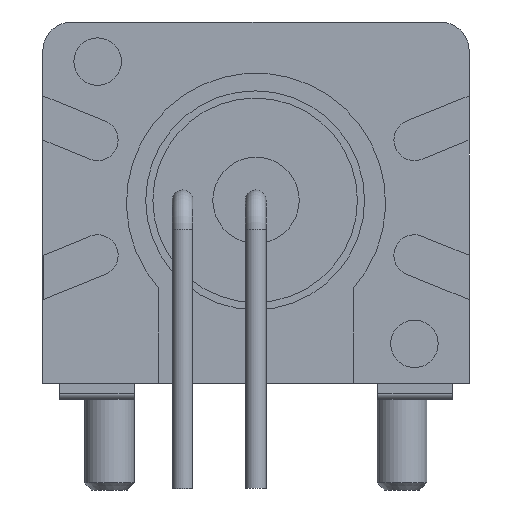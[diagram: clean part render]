
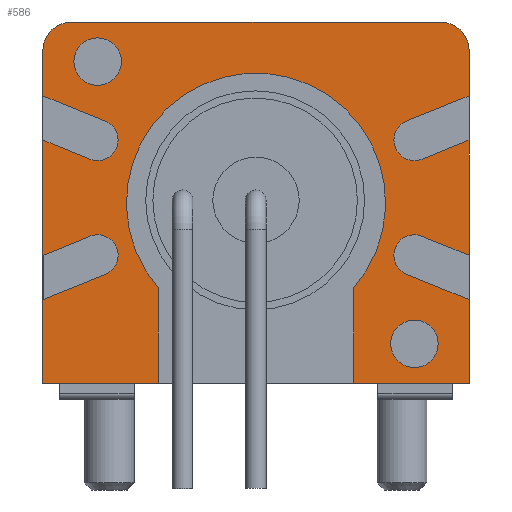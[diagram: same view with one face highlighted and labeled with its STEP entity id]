
A CAD part, front view. The second image highlights one B-rep face of the part: STEP entity #586.
In plain terms, the highlighted planar face has unit normal (0, -1, 0).
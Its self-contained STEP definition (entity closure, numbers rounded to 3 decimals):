
#146 = VERTEX_POINT('',#147);
#147 = CARTESIAN_POINT('',(-7.39,-0.014,0.57));
#153 = EDGE_CURVE('',#146,#154,#156,.T.);
#154 = VERTEX_POINT('',#155);
#155 = CARTESIAN_POINT('',(-3.39,-0.014,0.57));
#156 = LINE('',#157,#158);
#157 = CARTESIAN_POINT('',(-7.39,-0.014,0.57));
#158 = VECTOR('',#159,1.);
#159 = DIRECTION('',(1.,0.,0.));
#178 = VERTEX_POINT('',#179);
#179 = CARTESIAN_POINT('',(3.41,-0.014,0.57));
#185 = EDGE_CURVE('',#178,#186,#188,.T.);
#186 = VERTEX_POINT('',#187);
#187 = CARTESIAN_POINT('',(7.41,-0.014,0.57));
#188 = LINE('',#189,#190);
#189 = CARTESIAN_POINT('',(-7.39,-0.014,0.57));
#190 = VECTOR('',#191,1.);
#191 = DIRECTION('',(1.,0.,0.));
#527 = VERTEX_POINT('',#528);
#528 = CARTESIAN_POINT('',(-7.39,-0.014,12.12));
#534 = EDGE_CURVE('',#527,#535,#537,.T.);
#535 = VERTEX_POINT('',#536);
#536 = CARTESIAN_POINT('',(-7.39,-0.014,10.556));
#537 = LINE('',#538,#539);
#538 = CARTESIAN_POINT('',(-7.39,-0.014,12.12));
#539 = VECTOR('',#540,1.);
#540 = DIRECTION('',(0.,0.,-1.));
#543 = VERTEX_POINT('',#544);
#544 = CARTESIAN_POINT('',(-7.39,-0.014,9.021));
#550 = EDGE_CURVE('',#543,#146,#551,.T.);
#551 = LINE('',#552,#553);
#552 = CARTESIAN_POINT('',(-7.39,-0.014,12.12));
#553 = VECTOR('',#554,1.);
#554 = DIRECTION('',(0.,0.,-1.));
#567 = VERTEX_POINT('',#568);
#568 = CARTESIAN_POINT('',(7.41,-0.014,12.12));
#574 = EDGE_CURVE('',#567,#186,#575,.T.);
#575 = LINE('',#576,#577);
#576 = CARTESIAN_POINT('',(7.41,-0.014,12.12));
#577 = VECTOR('',#578,1.);
#578 = DIRECTION('',(0.,0.,-1.));
#586 = ADVANCED_FACE('',(#587,#664,#699,#710,#721,#756),#791,.F.);
#587 = FACE_BOUND('',#588,.F.);
#588 = EDGE_LOOP('',(#589,#599,#606,#607,#608,#616,#625,#631,#632,#633,
    #641,#650,#656,#657));
#589 = ORIENTED_EDGE('',*,*,#590,.F.);
#590 = EDGE_CURVE('',#591,#593,#595,.T.);
#591 = VERTEX_POINT('',#592);
#592 = CARTESIAN_POINT('',(6.41,-0.014,13.12));
#593 = VERTEX_POINT('',#594);
#594 = CARTESIAN_POINT('',(-6.39,-0.014,13.12));
#595 = LINE('',#596,#597);
#596 = CARTESIAN_POINT('',(6.41,-0.014,13.12));
#597 = VECTOR('',#598,1.);
#598 = DIRECTION('',(-1.,0.,0.));
#599 = ORIENTED_EDGE('',*,*,#600,.F.);
#600 = EDGE_CURVE('',#567,#591,#601,.T.);
#601 = CIRCLE('',#602,1.);
#602 = AXIS2_PLACEMENT_3D('',#603,#604,#605);
#603 = CARTESIAN_POINT('',(6.41,-0.014,12.12));
#604 = DIRECTION('',(0.,-1.,0.));
#605 = DIRECTION('',(1.,0.,0.));
#606 = ORIENTED_EDGE('',*,*,#574,.T.);
#607 = ORIENTED_EDGE('',*,*,#185,.F.);
#608 = ORIENTED_EDGE('',*,*,#609,.F.);
#609 = EDGE_CURVE('',#610,#178,#612,.T.);
#610 = VERTEX_POINT('',#611);
#611 = CARTESIAN_POINT('',(3.41,-0.014,3.897));
#612 = LINE('',#613,#614);
#613 = CARTESIAN_POINT('',(3.41,-0.014,3.897));
#614 = VECTOR('',#615,1.);
#615 = DIRECTION('',(0.,0.,-1.));
#616 = ORIENTED_EDGE('',*,*,#617,.T.);
#617 = EDGE_CURVE('',#610,#618,#620,.T.);
#618 = VERTEX_POINT('',#619);
#619 = CARTESIAN_POINT('',(-3.39,-0.014,3.897));
#620 = CIRCLE('',#621,4.5);
#621 = AXIS2_PLACEMENT_3D('',#622,#623,#624);
#622 = CARTESIAN_POINT('',(0.01,-0.014,6.845));
#623 = DIRECTION('',(0.,-1.,0.));
#624 = DIRECTION('',(1.,0.,0.));
#625 = ORIENTED_EDGE('',*,*,#626,.T.);
#626 = EDGE_CURVE('',#618,#154,#627,.T.);
#627 = LINE('',#628,#629);
#628 = CARTESIAN_POINT('',(-3.39,-0.014,3.897));
#629 = VECTOR('',#630,1.);
#630 = DIRECTION('',(0.,0.,-1.));
#631 = ORIENTED_EDGE('',*,*,#153,.F.);
#632 = ORIENTED_EDGE('',*,*,#550,.F.);
#633 = ORIENTED_EDGE('',*,*,#634,.F.);
#634 = EDGE_CURVE('',#635,#543,#637,.T.);
#635 = VERTEX_POINT('',#636);
#636 = CARTESIAN_POINT('',(-5.796,-0.014,8.376));
#637 = LINE('',#638,#639);
#638 = CARTESIAN_POINT('',(-5.796,-0.014,8.376));
#639 = VECTOR('',#640,1.);
#640 = DIRECTION('',(-0.927,0.,0.375));
#641 = ORIENTED_EDGE('',*,*,#642,.T.);
#642 = EDGE_CURVE('',#635,#643,#645,.T.);
#643 = VERTEX_POINT('',#644);
#644 = CARTESIAN_POINT('',(-5.239,-0.014,9.687));
#645 = CIRCLE('',#646,0.713);
#646 = AXIS2_PLACEMENT_3D('',#647,#648,#649);
#647 = CARTESIAN_POINT('',(-5.49,-0.014,9.02));
#648 = DIRECTION('',(0.,-1.,0.));
#649 = DIRECTION('',(1.,0.,0.));
#650 = ORIENTED_EDGE('',*,*,#651,.T.);
#651 = EDGE_CURVE('',#643,#535,#652,.T.);
#652 = LINE('',#653,#654);
#653 = CARTESIAN_POINT('',(-5.239,-0.014,9.687));
#654 = VECTOR('',#655,1.);
#655 = DIRECTION('',(-0.927,0.,0.375));
#656 = ORIENTED_EDGE('',*,*,#534,.F.);
#657 = ORIENTED_EDGE('',*,*,#658,.F.);
#658 = EDGE_CURVE('',#593,#527,#659,.T.);
#659 = CIRCLE('',#660,1.);
#660 = AXIS2_PLACEMENT_3D('',#661,#662,#663);
#661 = CARTESIAN_POINT('',(-6.39,-0.014,12.12));
#662 = DIRECTION('',(0.,-1.,0.));
#663 = DIRECTION('',(1.,0.,0.));
#664 = FACE_BOUND('',#665,.F.);
#665 = EDGE_LOOP('',(#666,#676,#685,#693));
#666 = ORIENTED_EDGE('',*,*,#667,.F.);
#667 = EDGE_CURVE('',#668,#670,#672,.T.);
#668 = VERTEX_POINT('',#669);
#669 = CARTESIAN_POINT('',(-5.223,-0.014,4.359));
#670 = VERTEX_POINT('',#671);
#671 = CARTESIAN_POINT('',(-7.383,-0.014,3.486));
#672 = LINE('',#673,#674);
#673 = CARTESIAN_POINT('',(-5.223,-0.014,4.359));
#674 = VECTOR('',#675,1.);
#675 = DIRECTION('',(-0.927,0.,-0.375)
  );
#676 = ORIENTED_EDGE('',*,*,#677,.T.);
#677 = EDGE_CURVE('',#668,#678,#680,.T.);
#678 = VERTEX_POINT('',#679);
#679 = CARTESIAN_POINT('',(-5.835,-0.014,5.643));
#680 = CIRCLE('',#681,0.713);
#681 = AXIS2_PLACEMENT_3D('',#682,#683,#684);
#682 = CARTESIAN_POINT('',(-5.49,-0.014,5.02));
#683 = DIRECTION('',(0.,-1.,0.));
#684 = DIRECTION('',(1.,0.,0.));
#685 = ORIENTED_EDGE('',*,*,#686,.T.);
#686 = EDGE_CURVE('',#678,#687,#689,.T.);
#687 = VERTEX_POINT('',#688);
#688 = CARTESIAN_POINT('',(-7.383,-0.014,5.016));
#689 = LINE('',#690,#691);
#690 = CARTESIAN_POINT('',(-5.835,-0.014,5.643));
#691 = VECTOR('',#692,1.);
#692 = DIRECTION('',(-0.927,0.,-0.376)
  );
#693 = ORIENTED_EDGE('',*,*,#694,.T.);
#694 = EDGE_CURVE('',#687,#670,#695,.T.);
#695 = LINE('',#696,#697);
#696 = CARTESIAN_POINT('',(-7.383,-0.014,5.016));
#697 = VECTOR('',#698,1.);
#698 = DIRECTION('',(0.,0.,-1.));
#699 = FACE_BOUND('',#700,.F.);
#700 = EDGE_LOOP('',(#701));
#701 = ORIENTED_EDGE('',*,*,#702,.T.);
#702 = EDGE_CURVE('',#703,#703,#705,.T.);
#703 = VERTEX_POINT('',#704);
#704 = CARTESIAN_POINT('',(-4.665,-0.014,11.745));
#705 = CIRCLE('',#706,0.825);
#706 = AXIS2_PLACEMENT_3D('',#707,#708,#709);
#707 = CARTESIAN_POINT('',(-5.49,-0.014,11.745));
#708 = DIRECTION('',(0.,-1.,0.));
#709 = DIRECTION('',(1.,0.,0.));
#710 = FACE_BOUND('',#711,.F.);
#711 = EDGE_LOOP('',(#712));
#712 = ORIENTED_EDGE('',*,*,#713,.T.);
#713 = EDGE_CURVE('',#714,#714,#716,.T.);
#714 = VERTEX_POINT('',#715);
#715 = CARTESIAN_POINT('',(6.335,-0.014,1.945));
#716 = CIRCLE('',#717,0.825);
#717 = AXIS2_PLACEMENT_3D('',#718,#719,#720);
#718 = CARTESIAN_POINT('',(5.51,-0.014,1.945));
#719 = DIRECTION('',(0.,-1.,0.));
#720 = DIRECTION('',(1.,0.,0.));
#721 = FACE_BOUND('',#722,.F.);
#722 = EDGE_LOOP('',(#723,#733,#742,#750));
#723 = ORIENTED_EDGE('',*,*,#724,.F.);
#724 = EDGE_CURVE('',#725,#727,#729,.T.);
#725 = VERTEX_POINT('',#726);
#726 = CARTESIAN_POINT('',(5.833,-0.014,5.655));
#727 = VERTEX_POINT('',#728);
#728 = CARTESIAN_POINT('',(7.41,-0.014,5.019));
#729 = LINE('',#730,#731);
#730 = CARTESIAN_POINT('',(5.833,-0.014,5.655));
#731 = VECTOR('',#732,1.);
#732 = DIRECTION('',(0.927,0.,-0.374)
  );
#733 = ORIENTED_EDGE('',*,*,#734,.T.);
#734 = EDGE_CURVE('',#725,#735,#737,.T.);
#735 = VERTEX_POINT('',#736);
#736 = CARTESIAN_POINT('',(5.242,-0.014,4.36));
#737 = CIRCLE('',#738,0.713);
#738 = AXIS2_PLACEMENT_3D('',#739,#740,#741);
#739 = CARTESIAN_POINT('',(5.51,-0.014,5.02));
#740 = DIRECTION('',(0.,-1.,0.));
#741 = DIRECTION('',(1.,0.,0.));
#742 = ORIENTED_EDGE('',*,*,#743,.T.);
#743 = EDGE_CURVE('',#735,#744,#746,.T.);
#744 = VERTEX_POINT('',#745);
#745 = CARTESIAN_POINT('',(7.41,-0.014,3.479));
#746 = LINE('',#747,#748);
#747 = CARTESIAN_POINT('',(5.242,-0.014,4.36));
#748 = VECTOR('',#749,1.);
#749 = DIRECTION('',(0.926,0.,-0.376));
#750 = ORIENTED_EDGE('',*,*,#751,.F.);
#751 = EDGE_CURVE('',#727,#744,#752,.T.);
#752 = LINE('',#753,#754);
#753 = CARTESIAN_POINT('',(7.41,-0.014,5.019));
#754 = VECTOR('',#755,1.);
#755 = DIRECTION('',(0.,0.,-1.));
#756 = FACE_BOUND('',#757,.F.);
#757 = EDGE_LOOP('',(#758,#768,#777,#785));
#758 = ORIENTED_EDGE('',*,*,#759,.F.);
#759 = EDGE_CURVE('',#760,#762,#764,.T.);
#760 = VERTEX_POINT('',#761);
#761 = CARTESIAN_POINT('',(5.246,-0.014,9.682));
#762 = VERTEX_POINT('',#763);
#763 = CARTESIAN_POINT('',(7.406,-0.014,10.555));
#764 = LINE('',#765,#766);
#765 = CARTESIAN_POINT('',(5.246,-0.014,9.682));
#766 = VECTOR('',#767,1.);
#767 = DIRECTION('',(0.927,0.,0.375)
  );
#768 = ORIENTED_EDGE('',*,*,#769,.T.);
#769 = EDGE_CURVE('',#760,#770,#772,.T.);
#770 = VERTEX_POINT('',#771);
#771 = CARTESIAN_POINT('',(5.774,-0.014,8.358));
#772 = CIRCLE('',#773,0.713);
#773 = AXIS2_PLACEMENT_3D('',#774,#775,#776);
#774 = CARTESIAN_POINT('',(5.51,-0.014,9.02));
#775 = DIRECTION('',(0.,-1.,0.));
#776 = DIRECTION('',(1.,0.,0.));
#777 = ORIENTED_EDGE('',*,*,#778,.T.);
#778 = EDGE_CURVE('',#770,#779,#781,.T.);
#779 = VERTEX_POINT('',#780);
#780 = CARTESIAN_POINT('',(7.406,-0.014,9.018));
#781 = LINE('',#782,#783);
#782 = CARTESIAN_POINT('',(5.774,-0.014,8.358));
#783 = VECTOR('',#784,1.);
#784 = DIRECTION('',(0.927,0.,0.375)
  );
#785 = ORIENTED_EDGE('',*,*,#786,.F.);
#786 = EDGE_CURVE('',#762,#779,#787,.T.);
#787 = LINE('',#788,#789);
#788 = CARTESIAN_POINT('',(7.406,-0.014,10.555));
#789 = VECTOR('',#790,1.);
#790 = DIRECTION('',(0.,0.,-1.));
#791 = PLANE('',#792);
#792 = AXIS2_PLACEMENT_3D('',#793,#794,#795);
#793 = CARTESIAN_POINT('',(0.01,-0.014,6.737));
#794 = DIRECTION('',(0.,1.,0.));
#795 = DIRECTION('',(0.,0.,1.));
